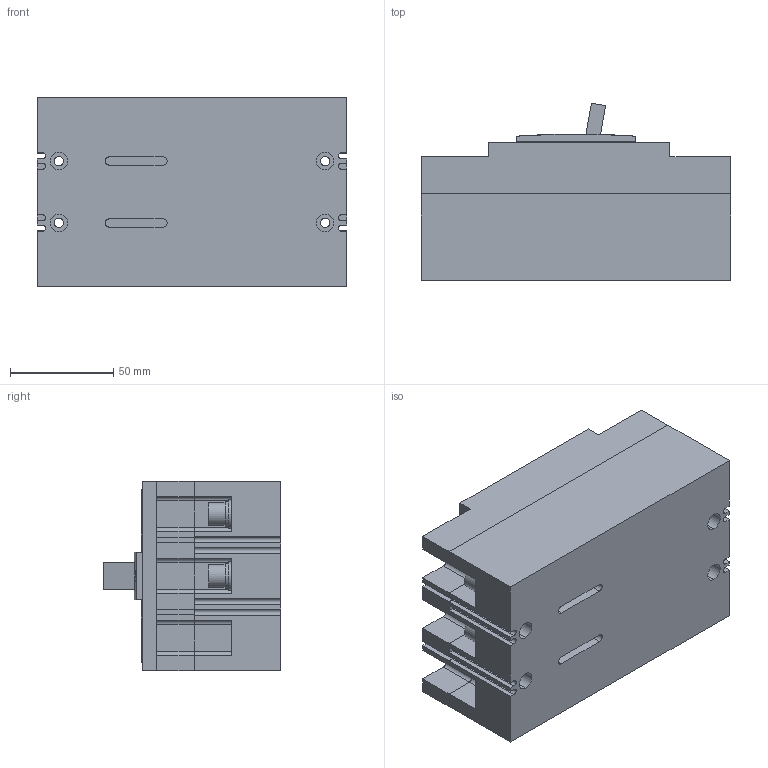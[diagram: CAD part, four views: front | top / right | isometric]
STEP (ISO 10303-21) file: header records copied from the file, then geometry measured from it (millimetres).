
FILE_DESCRIPTION (( 'STEP AP214' ), '1' );
FILE_NAME ('ﾂﾀ-99ﾌ-mccb99-100-16m-(20m-25m-32m-40m-50m-63m-80m-100m).STEP', '2020-12-02T09:45:40', ( '' ), ( '' ), 'SwSTEP 2.0', 'SolidWorks 2019', '' );
FILE_SCHEMA (( 'AUTOMOTIVE_DESIGN' ));
Length unit declared in the file: millimetre
Products named in the file (1): ﾂﾀ-99ﾌ-mccb99-100-16m-(20m-25m-32m-40m-50m-63m-80m-100m)
Bounding box: 150 x 86 x 92 mm (x, y, z)
Volume: 811906.7 mm3; surface area: 107359.7 mm2
Topology: 6 solids, 6 shells, 420 faces, 1167 edges, 805 vertices
Faces by surface type: plane 257, cylinder 123, bspline 40
Entity records: 19541 total; most frequent: CARTESIAN_POINT 7275, ORIENTED_EDGE 2334, DIRECTION 2055, EDGE_CURVE 1167, VERTEX_POINT 805, VECTOR 725, LINE 725, AXIS2_PLACEMENT_3D 665
